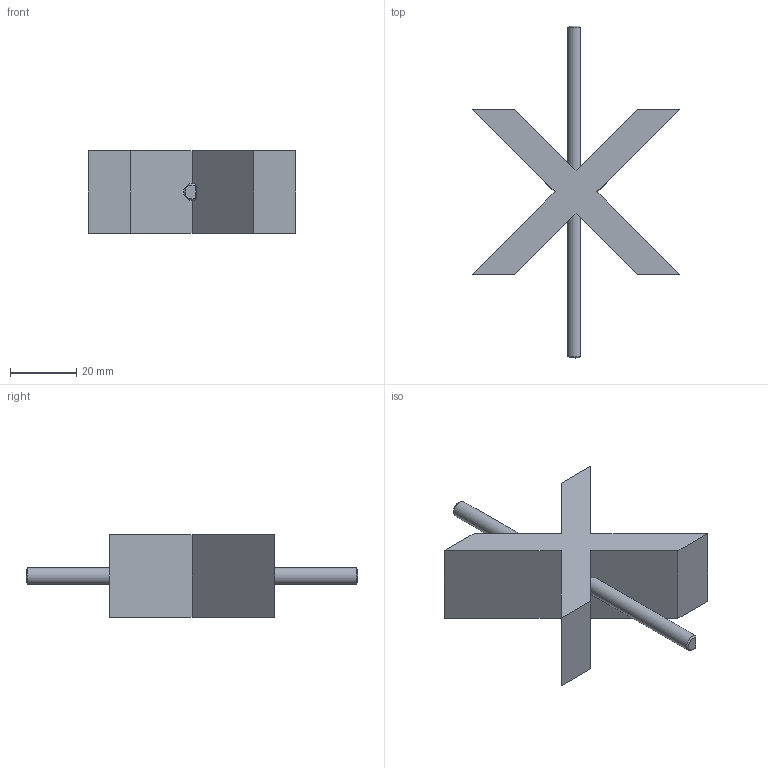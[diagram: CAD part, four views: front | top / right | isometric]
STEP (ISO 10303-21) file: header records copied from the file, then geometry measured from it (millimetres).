
FILE_DESCRIPTION(/* description */ ('STEP AP242','CAx-IF Rec.Pracs.---Representation and Presentation of Product Manufacturing Information (PMI)---4.0---2014-10-13','CAx-IF Rec.Pracs.---3D Tessellated Geometry---0.4---2014-09-14','2;1'),/* implementation_level */ '2;1');
FILE_NAME(/* name */ '668c8c731ccbe10d719d8d45',/* time_stamp */ '2024-07-09T01:03:47Z',/* author */ (''),/* organization */ (''),/* preprocessor_version */ 'ST-DEVELOPER v20',/* originating_system */ ' ',/* authorisation */ ' ');
FILE_SCHEMA (('AP242_MANAGED_MODEL_BASED_3D_ENGINEERING_MIM_LF { 1 0 10303 442 1 1 4 }'));
Length unit declared in the file: metre
Products named in the file (2): WARNING - THIS PART HAS NOT BEEN TESTED; Hero D Bore
Bounding box: 62.43 x 100 x 25 mm (x, y, z)
Volume: 31216.3 mm3; surface area: 11301.9 mm2
Topology: 2 solids, 2 shells, 22 faces, 50 edges, 32 vertices
Faces by surface type: plane 19, bspline 2, cylinder 1
Entity records: 719 total; most frequent: CARTESIAN_POINT 179, ORIENTED_EDGE 100, DIRECTION 97, EDGE_CURVE 50, LINE 45, VECTOR 45, VERTEX_POINT 32, AXIS2_PLACEMENT_3D 26
